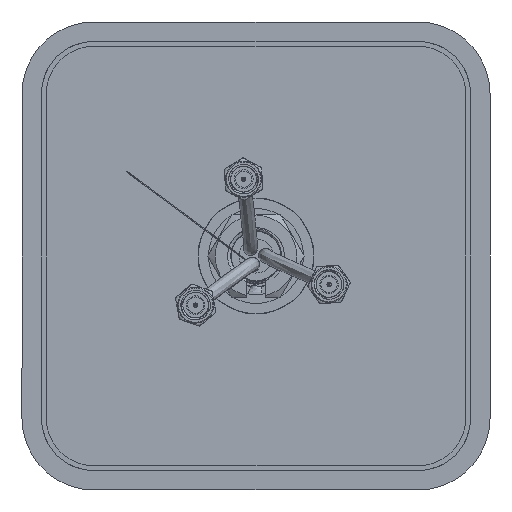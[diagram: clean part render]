
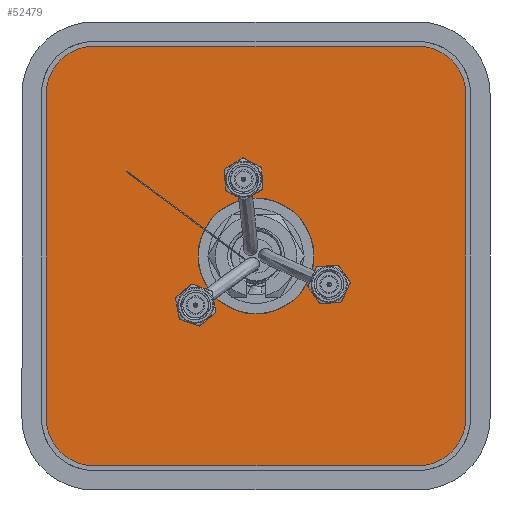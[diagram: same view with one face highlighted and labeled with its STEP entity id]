
A CAD part, front view. The second image highlights one B-rep face of the part: STEP entity #52479.
In plain terms, the highlighted planar face has unit normal (0, -1, 0).
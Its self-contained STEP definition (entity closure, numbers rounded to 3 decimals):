
#1254 = ORIENTED_EDGE ( 'NONE', *, *, #77995, .T. ) ;
#2341 = CARTESIAN_POINT ( 'NONE',  ( 35.01, -0.4, 45.25 ) ) ;
#2354 = CIRCLE ( 'NONE', #71743, 10.24 ) ;
#2494 = CARTESIAN_POINT ( 'NONE',  ( 45.25, -0.4, -35.01 ) ) ;
#4864 = CARTESIAN_POINT ( 'NONE',  ( 45.25, -0.4, 35.01 ) ) ;
#4876 = CARTESIAN_POINT ( 'NONE',  ( 35.01, -0.4, -35.01 ) ) ;
#5113 = EDGE_CURVE ( 'NONE', #71262, #56514, #50402, .T. ) ;
#5266 = ORIENTED_EDGE ( 'NONE', *, *, #84424, .F. ) ;
#5712 = DIRECTION ( 'NONE',  ( 0., 0., -1. ) ) ;
#6876 = ORIENTED_EDGE ( 'NONE', *, *, #19063, .F. ) ;
#7516 = ORIENTED_EDGE ( 'NONE', *, *, #83116, .F. ) ;
#8042 = CARTESIAN_POINT ( 'NONE',  ( -35.01, -0.4, 35.01 ) ) ;
#9380 = FACE_BOUND ( 'NONE', #78155, .T. ) ;
#9482 = CIRCLE ( 'NONE', #77509, 10.24 ) ;
#12232 = VERTEX_POINT ( 'NONE', #29641 ) ;
#12820 = DIRECTION ( 'NONE',  ( 0., 0., -1. ) ) ;
#14171 = VECTOR ( 'NONE', #76492, 1000. ) ;
#17568 = CARTESIAN_POINT ( 'NONE',  ( 35.01, -0.4, 35.01 ) ) ;
#18324 = DIRECTION ( 'NONE',  ( 0., 1., 0. ) ) ;
#18915 = CIRCLE ( 'NONE', #80057, 12.5 ) ;
#18960 = ORIENTED_EDGE ( 'NONE', *, *, #48146, .F. ) ;
#19063 = EDGE_CURVE ( 'NONE', #63800, #71262, #80050, .T. ) ;
#20995 = DIRECTION ( 'NONE',  ( -1., 0., 0. ) ) ;
#22873 = CARTESIAN_POINT ( 'NONE',  ( -45.25, -0.4, 35.01 ) ) ;
#24008 = DIRECTION ( 'NONE',  ( 0., 0., 1. ) ) ;
#24522 = VERTEX_POINT ( 'NONE', #2494 ) ;
#29641 = CARTESIAN_POINT ( 'NONE',  ( 45.25, -0.4, 35.01 ) ) ;
#30539 = DIRECTION ( 'NONE',  ( 0., 1., 0. ) ) ;
#31387 = CARTESIAN_POINT ( 'NONE',  ( 0., -0.4, 0. ) ) ;
#32808 = AXIS2_PLACEMENT_3D ( 'NONE', #8042, #46772, #12820 ) ;
#33866 = AXIS2_PLACEMENT_3D ( 'NONE', #48936, #81989, #76730 ) ;
#35236 = EDGE_CURVE ( 'NONE', #37286, #63800, #72479, .T. ) ;
#37286 = VERTEX_POINT ( 'NONE', #71676 ) ;
#38412 = DIRECTION ( 'NONE',  ( 0., 0., -1. ) ) ;
#42060 = VERTEX_POINT ( 'NONE', #63989 ) ;
#43700 = PLANE ( 'NONE',  #33866 ) ;
#44836 = CARTESIAN_POINT ( 'NONE',  ( -35.01, -0.4, 45.25 ) ) ;
#46772 = DIRECTION ( 'NONE',  ( 0., 1., 0. ) ) ;
#48146 = EDGE_CURVE ( 'NONE', #42060, #37286, #9482, .T. ) ;
#48936 = CARTESIAN_POINT ( 'NONE',  ( 35.01, -0.4, -35.01 ) ) ;
#50402 = LINE ( 'NONE', #64252, #14171 ) ;
#51384 = LINE ( 'NONE', #4864, #83224 ) ;
#52094 = CARTESIAN_POINT ( 'NONE',  ( -45.25, -0.4, 35.01 ) ) ;
#52479 = ADVANCED_FACE ( 'NONE', ( #55860, #9380 ), #43700, .F. ) ;
#52765 = LINE ( 'NONE', #53177, #85639 ) ;
#53177 = CARTESIAN_POINT ( 'NONE',  ( -35.01, -0.4, -45.25 ) ) ;
#55579 = CARTESIAN_POINT ( 'NONE',  ( 35.01, -0.4, -45.25 ) ) ;
#55860 = FACE_OUTER_BOUND ( 'NONE', #77034, .T. ) ;
#56514 = VERTEX_POINT ( 'NONE', #2341 ) ;
#63345 = VECTOR ( 'NONE', #79448, 1000. ) ;
#63800 = VERTEX_POINT ( 'NONE', #22873 ) ;
#63801 = AXIS2_PLACEMENT_3D ( 'NONE', #17568, #76684, #38412 ) ;
#63989 = CARTESIAN_POINT ( 'NONE',  ( -35.01, -0.4, -45.25 ) ) ;
#64252 = CARTESIAN_POINT ( 'NONE',  ( -35.01, -0.4, 45.25 ) ) ;
#65228 = VERTEX_POINT ( 'NONE', #85297 ) ;
#65235 = VERTEX_POINT ( 'NONE', #55579 ) ;
#66106 = DIRECTION ( 'NONE',  ( 0., 0., 1. ) ) ;
#68169 = EDGE_CURVE ( 'NONE', #65235, #42060, #52765, .T. ) ;
#68382 = EDGE_CURVE ( 'NONE', #24522, #65235, #2354, .T. ) ;
#70771 = CIRCLE ( 'NONE', #63801, 10.24 ) ;
#71262 = VERTEX_POINT ( 'NONE', #44836 ) ;
#71676 = CARTESIAN_POINT ( 'NONE',  ( -45.25, -0.4, -35.01 ) ) ;
#71743 = AXIS2_PLACEMENT_3D ( 'NONE', #4876, #30539, #24008 ) ;
#72166 = DIRECTION ( 'NONE',  ( 0., 1., 0. ) ) ;
#72479 = LINE ( 'NONE', #52094, #63345 ) ;
#76492 = DIRECTION ( 'NONE',  ( 1., 0., 0. ) ) ;
#76684 = DIRECTION ( 'NONE',  ( 0., 1., 0. ) ) ;
#76730 = DIRECTION ( 'NONE',  ( 0., 0., 1. ) ) ;
#77034 = EDGE_LOOP ( 'NONE', ( #79587, #5266, #7516, #81063, #6876, #78127, #18960, #82137 ) ) ;
#77509 = AXIS2_PLACEMENT_3D ( 'NONE', #78734, #72166, #85715 ) ;
#77995 = EDGE_CURVE ( 'NONE', #65228, #65228, #18915, .T. ) ;
#78127 = ORIENTED_EDGE ( 'NONE', *, *, #35236, .F. ) ;
#78155 = EDGE_LOOP ( 'NONE', ( #1254 ) ) ;
#78734 = CARTESIAN_POINT ( 'NONE',  ( -35.01, -0.4, -35.01 ) ) ;
#79448 = DIRECTION ( 'NONE',  ( 0., 0., 1. ) ) ;
#79587 = ORIENTED_EDGE ( 'NONE', *, *, #68382, .F. ) ;
#80050 = CIRCLE ( 'NONE', #32808, 10.24 ) ;
#80057 = AXIS2_PLACEMENT_3D ( 'NONE', #31387, #18324, #66106 ) ;
#81063 = ORIENTED_EDGE ( 'NONE', *, *, #5113, .F. ) ;
#81989 = DIRECTION ( 'NONE',  ( 0., 1., 0. ) ) ;
#82137 = ORIENTED_EDGE ( 'NONE', *, *, #68169, .F. ) ;
#83116 = EDGE_CURVE ( 'NONE', #56514, #12232, #70771, .T. ) ;
#83224 = VECTOR ( 'NONE', #5712, 1000. ) ;
#84424 = EDGE_CURVE ( 'NONE', #12232, #24522, #51384, .T. ) ;
#85297 = CARTESIAN_POINT ( 'NONE',  ( 0., -0.4, 12.5 ) ) ;
#85639 = VECTOR ( 'NONE', #20995, 1000. ) ;
#85715 = DIRECTION ( 'NONE',  ( 0., 0., 1. ) ) ;
